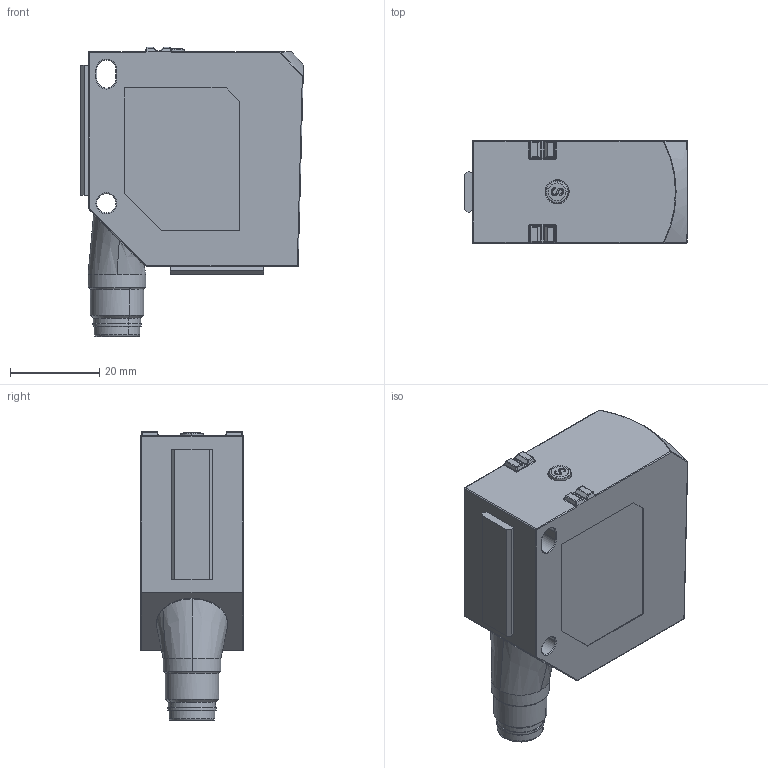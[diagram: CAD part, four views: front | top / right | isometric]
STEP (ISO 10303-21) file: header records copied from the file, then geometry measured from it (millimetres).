
FILE_DESCRIPTION(('STEP AP242'),'1');
FILE_NAME('sensor_xuk2laksmm12t_.stp','2020-09-14T05:56:23',('TraceParts'),('TraceParts S.A.'),'Spatial InterOp 3D',' ',' ');
FILE_SCHEMA(('AP242_MANAGED_MODEL_BASED_3D_ENGINEERING_MIM_LF {1 0 10303 442 1 1 4}'));
Length unit declared in the file: millimetre
Products named in the file (1): sensor_xuk2laksmm12t_
Bounding box: 50.07 x 23 x 64.95 mm (x, y, z)
Volume: 53213.7 mm3; surface area: 10284 mm2
Topology: 1 solids, 1 shells, 297 faces, 719 edges, 384 vertices
Faces by surface type: cylinder 106, plane 61, sphere 52, bspline 32, torus 20, extrusion 16, cone 9, revolution 1
Entity records: 11579 total; most frequent: CARTESIAN_POINT 5233, ORIENTED_EDGE 1330, DIRECTION 1278, EDGE_CURVE 665, AXIS2_PLACEMENT_3D 496, VERTEX_POINT 382, EDGE_LOOP 309, ADVANCED_FACE 295
